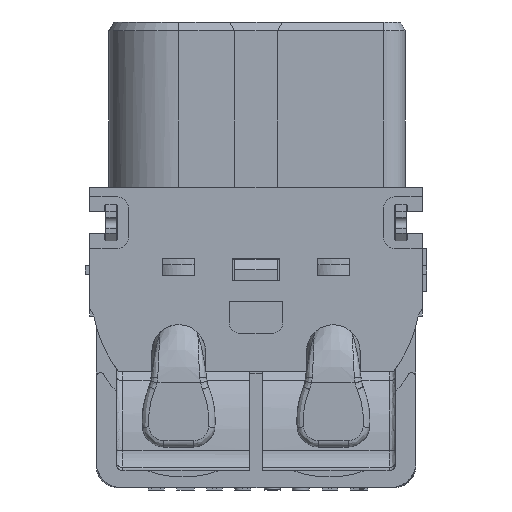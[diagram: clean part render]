
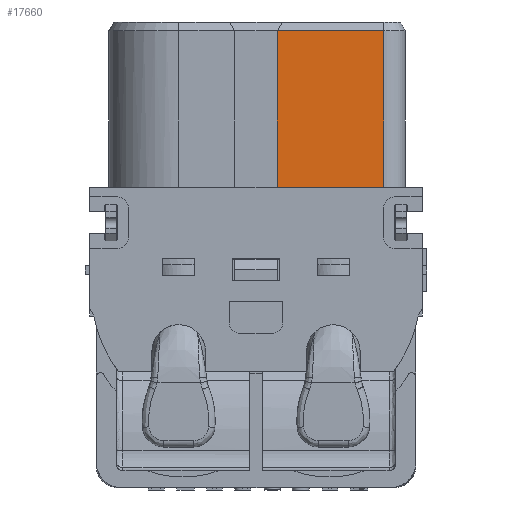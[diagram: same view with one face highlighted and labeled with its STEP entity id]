
A CAD part, front view. The second image highlights one B-rep face of the part: STEP entity #17660.
In plain terms, the highlighted planar face has unit normal (0, -1, 0).
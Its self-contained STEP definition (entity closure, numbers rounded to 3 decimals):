
#507 = DIRECTION ( 'NONE',  ( 0., 0., 1. ) ) ;
#2065 = FACE_OUTER_BOUND ( 'NONE', #3637, .T. ) ;
#2097 = LINE ( 'NONE', #2402, #24702 ) ;
#2402 = CARTESIAN_POINT ( 'NONE',  ( 5.95, -3.25, 11.85 ) ) ;
#3637 = EDGE_LOOP ( 'NONE', ( #24442, #23974, #14231, #17293 ) ) ;
#5324 = CARTESIAN_POINT ( 'NONE',  ( 3.475, -3.25, 15.5 ) ) ;
#6721 = CARTESIAN_POINT ( 'NONE',  ( -4.65, -3.25, 7.9 ) ) ;
#10038 = VECTOR ( 'NONE', #11606, 1000. ) ;
#11203 = DIRECTION ( 'NONE',  ( 0., 0., -1. ) ) ;
#11606 = DIRECTION ( 'NONE',  ( 0., 0., 1. ) ) ;
#12326 = VERTEX_POINT ( 'NONE', #19133 ) ;
#12368 = LINE ( 'NONE', #17153, #16428 ) ;
#13842 = PLANE ( 'NONE',  #19839 ) ;
#14231 = ORIENTED_EDGE ( 'NONE', *, *, #24210, .F. ) ;
#15601 = EDGE_CURVE ( 'NONE', #26805, #12326, #2097, .T. ) ;
#16428 = VECTOR ( 'NONE', #26558, 1000. ) ;
#17085 = LINE ( 'NONE', #5324, #21411 ) ;
#17153 = CARTESIAN_POINT ( 'NONE',  ( 3.475, -3.25, 8.2 ) ) ;
#17293 = ORIENTED_EDGE ( 'NONE', *, *, #20763, .T. ) ;
#17387 = CARTESIAN_POINT ( 'NONE',  ( 1., -3.25, 15.5 ) ) ;
#17660 = ADVANCED_FACE ( 'NONE', ( #2065 ), #13842, .T. ) ;
#18874 = LINE ( 'NONE', #19030, #10038 ) ;
#19030 = CARTESIAN_POINT ( 'NONE',  ( 1., -3.25, 11.85 ) ) ;
#19133 = CARTESIAN_POINT ( 'NONE',  ( 5.95, -3.25, 15.5 ) ) ;
#19839 = AXIS2_PLACEMENT_3D ( 'NONE', #6721, #27723, #11203 ) ;
#19975 = CARTESIAN_POINT ( 'NONE',  ( 5.95, -3.25, 8.2 ) ) ;
#20763 = EDGE_CURVE ( 'NONE', #24292, #26805, #12368, .T. ) ;
#21411 = VECTOR ( 'NONE', #24167, 1000. ) ;
#22112 = VERTEX_POINT ( 'NONE', #17387 ) ;
#22118 = EDGE_CURVE ( 'NONE', #12326, #22112, #17085, .T. ) ;
#23974 = ORIENTED_EDGE ( 'NONE', *, *, #22118, .T. ) ;
#24167 = DIRECTION ( 'NONE',  ( -1., 0., 0. ) ) ;
#24210 = EDGE_CURVE ( 'NONE', #24292, #22112, #18874, .T. ) ;
#24292 = VERTEX_POINT ( 'NONE', #28724 ) ;
#24442 = ORIENTED_EDGE ( 'NONE', *, *, #15601, .T. ) ;
#24702 = VECTOR ( 'NONE', #507, 1000. ) ;
#26558 = DIRECTION ( 'NONE',  ( 1., 0., 0. ) ) ;
#26805 = VERTEX_POINT ( 'NONE', #19975 ) ;
#27723 = DIRECTION ( 'NONE',  ( 0., -1., 0. ) ) ;
#28724 = CARTESIAN_POINT ( 'NONE',  ( 1., -3.25, 8.2 ) ) ;
